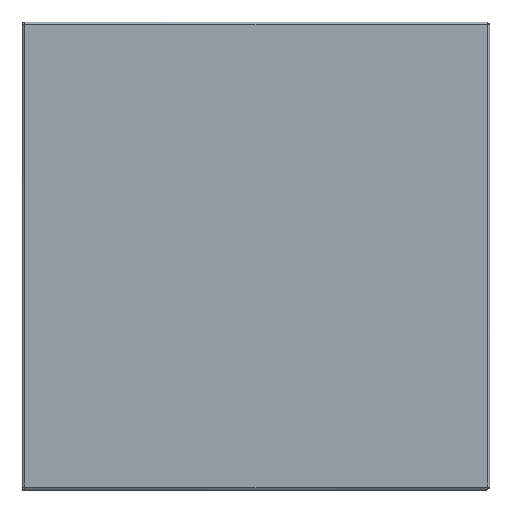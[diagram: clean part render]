
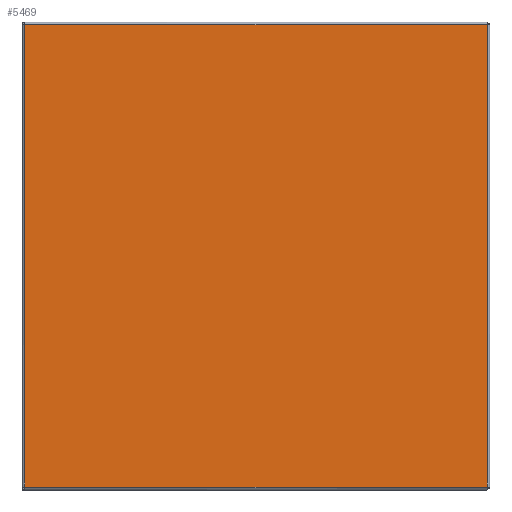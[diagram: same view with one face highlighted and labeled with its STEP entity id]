
A CAD part, top view. The second image highlights one B-rep face of the part: STEP entity #5469.
In plain terms, the highlighted planar face has unit normal (0, 0, 1).
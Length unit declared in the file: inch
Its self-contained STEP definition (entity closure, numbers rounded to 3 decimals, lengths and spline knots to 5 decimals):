
#60 = LINE ( 'NONE', #1007, #9970 ) ;
#564 = EDGE_LOOP ( 'NONE', ( #10377, #8619, #5557, #3236 ) ) ;
#696 = CARTESIAN_POINT ( 'NONE',  ( 9.0625, 9.0625, 0.074 ) ) ;
#1007 = CARTESIAN_POINT ( 'NONE',  ( 4.58387, 0.10525, 0.074 ) ) ;
#1243 = VERTEX_POINT ( 'NONE', #4609 ) ;
#1285 = LINE ( 'NONE', #6556, #6052 ) ;
#1606 = PLANE ( 'NONE',  #3748 ) ;
#1650 = DIRECTION ( 'NONE',  ( 1., 0., 0. ) ) ;
#1991 = VERTEX_POINT ( 'NONE', #4419 ) ;
#2022 = DIRECTION ( 'NONE',  ( 0., -1., 0. ) ) ;
#2279 = CARTESIAN_POINT ( 'NONE',  ( 0.10525, 13.54112, 0.074 ) ) ;
#2510 = LINE ( 'NONE', #2279, #9316 ) ;
#3236 = ORIENTED_EDGE ( 'NONE', *, *, #10587, .T. ) ;
#3729 = CARTESIAN_POINT ( 'NONE',  ( 0.10525, 0.10525, 0.074 ) ) ;
#3748 = AXIS2_PLACEMENT_3D ( 'NONE', #696, #7330, #1650 ) ;
#4279 = EDGE_CURVE ( 'NONE', #1991, #5052, #2510, .T. ) ;
#4419 = CARTESIAN_POINT ( 'NONE',  ( 0.10525, 18.01975, 0.074 ) ) ;
#4546 = VECTOR ( 'NONE', #9649, 39.37008 ) ;
#4591 = CARTESIAN_POINT ( 'NONE',  ( 18.01975, 18.01975, 0.074 ) ) ;
#4609 = CARTESIAN_POINT ( 'NONE',  ( 18.01975, 0.10525, 0.074 ) ) ;
#5052 = VERTEX_POINT ( 'NONE', #3729 ) ;
#5469 = ADVANCED_FACE ( 'NONE', ( #9177 ), #1606, .T. ) ;
#5557 = ORIENTED_EDGE ( 'NONE', *, *, #4279, .T. ) ;
#5628 = DIRECTION ( 'NONE',  ( -1., 0., 0. ) ) ;
#6052 = VECTOR ( 'NONE', #5628, 39.37008 ) ;
#6556 = CARTESIAN_POINT ( 'NONE',  ( 13.54112, 18.01975, 0.074 ) ) ;
#7269 = VERTEX_POINT ( 'NONE', #4591 ) ;
#7330 = DIRECTION ( 'NONE',  ( 0., 0., 1. ) ) ;
#7370 = LINE ( 'NONE', #10621, #4546 ) ;
#7666 = DIRECTION ( 'NONE',  ( 1., 0., 0. ) ) ;
#8619 = ORIENTED_EDGE ( 'NONE', *, *, #10490, .T. ) ;
#9177 = FACE_OUTER_BOUND ( 'NONE', #564, .T. ) ;
#9316 = VECTOR ( 'NONE', #2022, 39.37008 ) ;
#9649 = DIRECTION ( 'NONE',  ( 0., 1., 0. ) ) ;
#9970 = VECTOR ( 'NONE', #7666, 39.37008 ) ;
#10377 = ORIENTED_EDGE ( 'NONE', *, *, #10613, .T. ) ;
#10490 = EDGE_CURVE ( 'NONE', #7269, #1991, #1285, .T. ) ;
#10587 = EDGE_CURVE ( 'NONE', #5052, #1243, #60, .T. ) ;
#10613 = EDGE_CURVE ( 'NONE', #1243, #7269, #7370, .T. ) ;
#10621 = CARTESIAN_POINT ( 'NONE',  ( 18.01975, 4.58387, 0.074 ) ) ;
